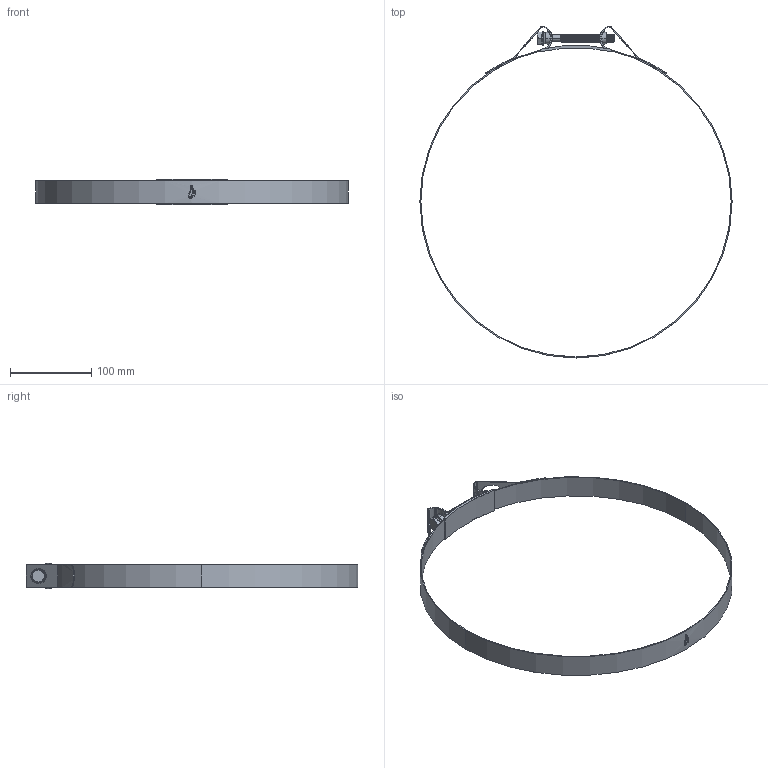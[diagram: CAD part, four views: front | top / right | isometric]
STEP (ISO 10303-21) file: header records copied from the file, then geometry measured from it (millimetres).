
FILE_DESCRIPTION (( 'STEP AP214' ), '1' );
FILE_NAME ('BBC-369-SUPRA-W4.step', '2025-06-05T14:59:44', ( '' ), ( '' ), 'SwSTEP 2.0', 'SolidWorks 2025', '' );
FILE_SCHEMA (( 'AUTOMOTIVE_DESIGN' ));
Length unit declared in the file: millimetre
Products named in the file (1): BBC-369-SUPRA-W4
Bounding box: 384.4 x 408.65 x 31 mm (x, y, z)
Volume: 57908.8 mm3; surface area: 92627.1 mm2
Topology: 5 solids, 5 shells, 377 faces, 1036 edges, 677 vertices
Faces by surface type: cylinder 241, bspline 58, plane 50, cone 28
Entity records: 38777 total; most frequent: CARTESIAN_POINT 30536, ORIENTED_EDGE 2072, DIRECTION 1255, EDGE_CURVE 1036, VERTEX_POINT 677, AXIS2_PLACEMENT_3D 442, EDGE_LOOP 397, FACE_OUTER_BOUND 377
